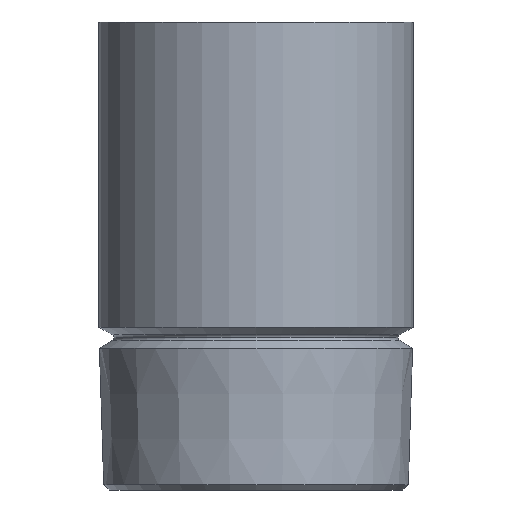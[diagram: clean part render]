
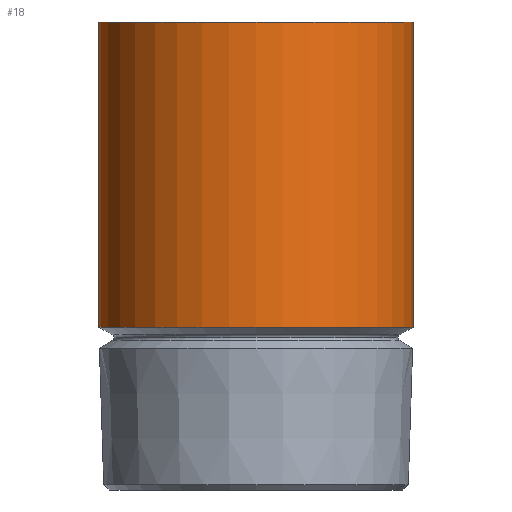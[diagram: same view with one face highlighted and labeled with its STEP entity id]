
A CAD part, front view. The second image highlights one B-rep face of the part: STEP entity #18.
In plain terms, the highlighted cylindrical face has radius 13.45 mm (diameter 26.9 mm), a partial arc.
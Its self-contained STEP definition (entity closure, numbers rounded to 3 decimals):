
#10 = EDGE_CURVE ( 'NONE', #94, #11, #195, .T. ) ;
#11 = VERTEX_POINT ( 'NONE', #191 ) ;
#14 = VERTEX_POINT ( 'NONE', #199 ) ;
#16 = EDGE_CURVE ( 'NONE', #34, #14, #181, .T. ) ;
#18 = ADVANCED_FACE ( 'NONE', ( #177 ), #190, .T. ) ;
#19 = EDGE_LOOP ( 'NONE', ( #20, #21, #23, #24 ) ) ;
#20 = ORIENTED_EDGE ( 'NONE', *, *, #10, .F. ) ;
#21 = ORIENTED_EDGE ( 'NONE', *, *, #22, .F. ) ;
#22 = EDGE_CURVE ( 'NONE', #34, #94, #219, .T. ) ;
#23 = ORIENTED_EDGE ( 'NONE', *, *, #16, .T. ) ;
#24 = ORIENTED_EDGE ( 'NONE', *, *, #151, .F. ) ;
#34 = VERTEX_POINT ( 'NONE', #204 ) ;
#94 = VERTEX_POINT ( 'NONE', #421 ) ;
#151 = EDGE_CURVE ( 'NONE', #11, #14, #364, .T. ) ;
#177 = FACE_OUTER_BOUND ( 'NONE', #19, .T. ) ;
#178 = DIRECTION ( 'NONE',  ( 0., 0., 1. ) ) ;
#179 = VECTOR ( 'NONE', #178, 1000. ) ;
#180 = CARTESIAN_POINT ( 'NONE',  ( 13.45, 0., 0. ) ) ;
#181 = LINE ( 'NONE', #180, #179 ) ;
#185 = DIRECTION ( 'NONE',  ( 1., 0., 0. ) ) ;
#186 = DIRECTION ( 'NONE',  ( 0., 0., 1. ) ) ;
#188 = CARTESIAN_POINT ( 'NONE',  ( 0., 0., 0. ) ) ;
#189 = AXIS2_PLACEMENT_3D ( 'NONE', #188, #186, #185 ) ;
#190 = CYLINDRICAL_SURFACE ( 'NONE', #189, 13.45 ) ;
#191 = CARTESIAN_POINT ( 'NONE',  ( -13.45, 0., 0. ) ) ;
#192 = DIRECTION ( 'NONE',  ( 0., 0., 1. ) ) ;
#193 = VECTOR ( 'NONE', #192, 1000. ) ;
#194 = CARTESIAN_POINT ( 'NONE',  ( -13.45, 0., 0. ) ) ;
#195 = LINE ( 'NONE', #194, #193 ) ;
#199 = CARTESIAN_POINT ( 'NONE',  ( 13.45, 0., 0. ) ) ;
#204 = CARTESIAN_POINT ( 'NONE',  ( 13.45, 0., -26.086 ) ) ;
#215 = DIRECTION ( 'NONE',  ( 1., 0., 0. ) ) ;
#216 = DIRECTION ( 'NONE',  ( 0., 0., -1. ) ) ;
#217 = CARTESIAN_POINT ( 'NONE',  ( 0., 0., -26.086 ) ) ;
#218 = AXIS2_PLACEMENT_3D ( 'NONE', #217, #216, #215 ) ;
#219 = CIRCLE ( 'NONE', #218, 13.45 ) ;
#364 = CIRCLE ( 'NONE', #400, 13.45 ) ;
#397 = DIRECTION ( 'NONE',  ( 1., 0., 0. ) ) ;
#398 = DIRECTION ( 'NONE',  ( 0., 0., 1. ) ) ;
#399 = CARTESIAN_POINT ( 'NONE',  ( 0., 0., 0. ) ) ;
#400 = AXIS2_PLACEMENT_3D ( 'NONE', #399, #398, #397 ) ;
#421 = CARTESIAN_POINT ( 'NONE',  ( -13.45, 0., -26.086 ) ) ;
